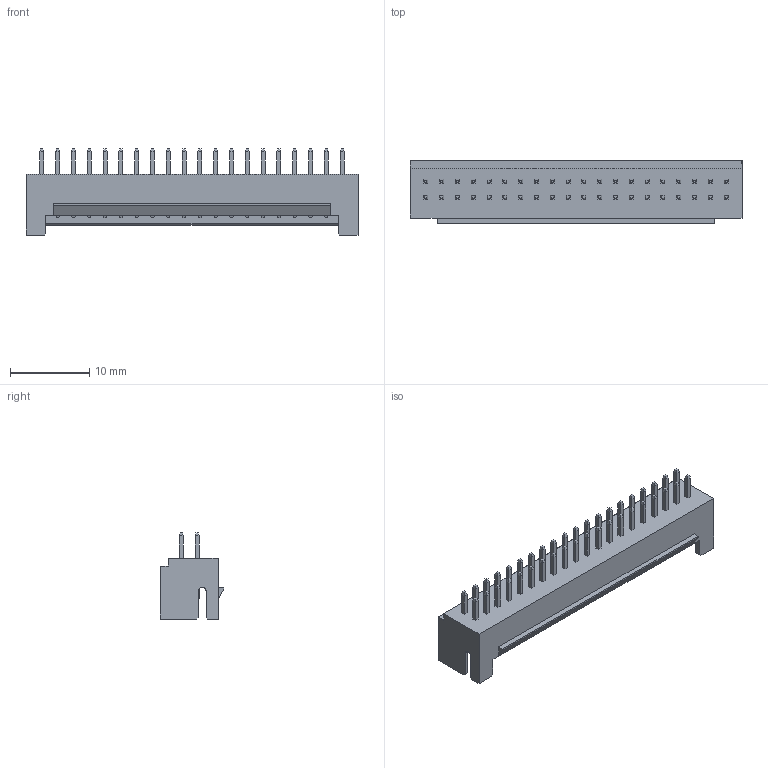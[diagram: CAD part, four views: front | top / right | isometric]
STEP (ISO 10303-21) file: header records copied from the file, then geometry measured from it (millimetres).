
FILE_DESCRIPTION (( 'STEP AP214' ), '1' );
FILE_NAME ('FWF20012-D40S22W5B-REF.STEP', '2025-04-10T02:55:58', ( '' ), ( '' ), 'SwSTEP 2.0', 'SolidWorks 2021', '' );
FILE_SCHEMA (( 'AUTOMOTIVE_DESIGN' ));
Length unit declared in the file: millimetre
Products named in the file (1): FWF20012-D40S22W5B-REF
Bounding box: 42 x 8 x 10.9 mm (x, y, z)
Volume: 777.7 mm3; surface area: 2293 mm2
Topology: 1 solids, 1 shells, 776 faces, 1746 edges, 1052 vertices
Faces by surface type: plane 773, cylinder 3
Entity records: 20742 total; most frequent: CARTESIAN_POINT 3575, ORIENTED_EDGE 3492, DIRECTION 3306, EDGE_CURVE 1746, VECTOR 1740, LINE 1740, VERTEX_POINT 1052, EDGE_LOOP 856
